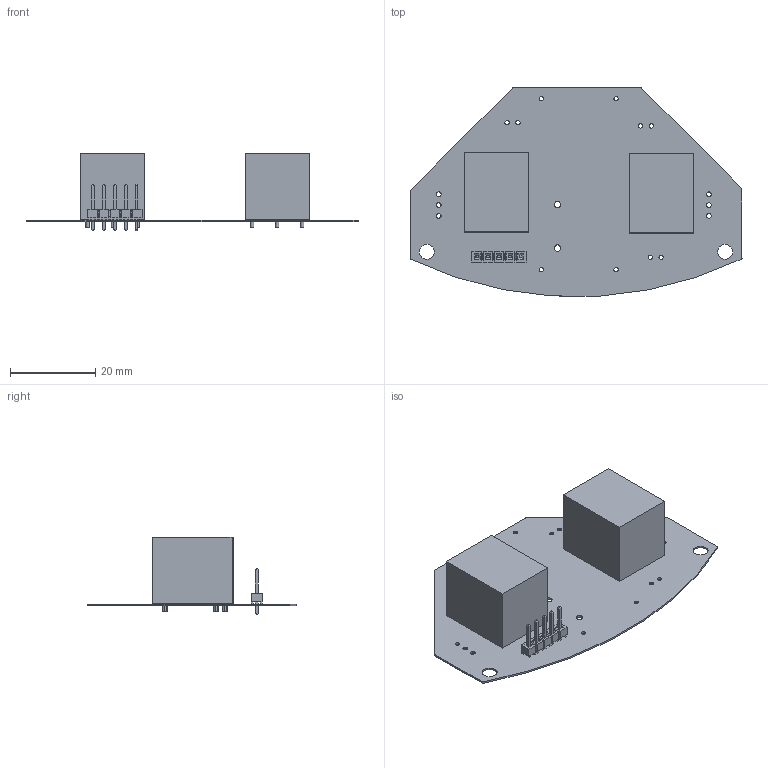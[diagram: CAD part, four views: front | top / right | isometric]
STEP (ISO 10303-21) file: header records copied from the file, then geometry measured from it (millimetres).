
FILE_DESCRIPTION(('Open CASCADE Model'),'2;1');
FILE_NAME('Open CASCADE Shape Model','2023-05-31T21:58:09',('Author'),( 'Open CASCADE'),'Open CASCADE STEP processor 6.8','Open CASCADE 6.8' ,'Unknown');
FILE_SCHEMA(('AUTOMOTIVE_DESIGN { 1 0 10303 214 1 1 1 1 }'));
Length unit declared in the file: millimetre
Products named in the file (8): PCB; Board; Open CASCADE STEP translator 6.8 4.1.1; Open CASCADE STEP translator 6.8 4.2; Header5; Open CASCADE STEP translator 6.8 4.3; relay2; Open CASCADE STEP translator 6.8 4.4
Assembly tree (8 placements, depth 3):
  PCB
    Board
      Open CASCADE STEP translator 6.8 4.1.1
    Open CASCADE STEP translator 6.8 4.2
      Header5
    Open CASCADE STEP translator 6.8 4.3
      relay2
    Open CASCADE STEP translator 6.8 4.4
      relay2
Bounding box: 77.74 x 48.72 x 18.24 mm (x, y, z)
Volume: 10001 mm3; surface area: 9589.6 mm2
Topology: 4 solids, 4 shells, 365 faces, 883 edges, 546 vertices
Faces by surface type: plane 301, cylinder 64
Full cylindrical faces by diameter (mm): 1 x15, 1.1 x6, 1.3 x10, 1.5 x2, 3.5 x2
Entity records: 11511 total; most frequent: CARTESIAN_POINT 1712, ORIENTED_EDGE 1682, DIRECTION 1655, EDGE_CURVE 841, LINE 733, VECTOR 733, VERTEX_POINT 518, AXIS2_PLACEMENT_3D 461
